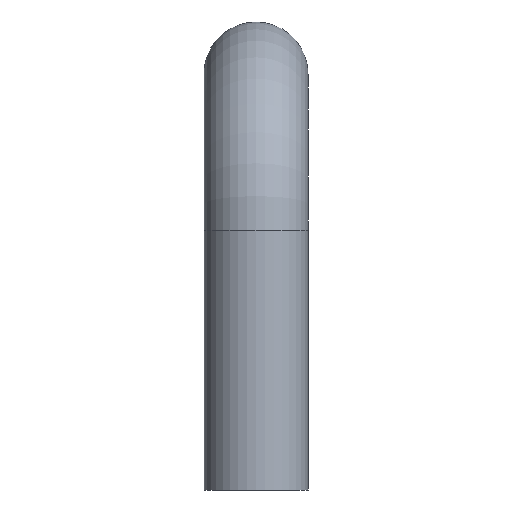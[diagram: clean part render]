
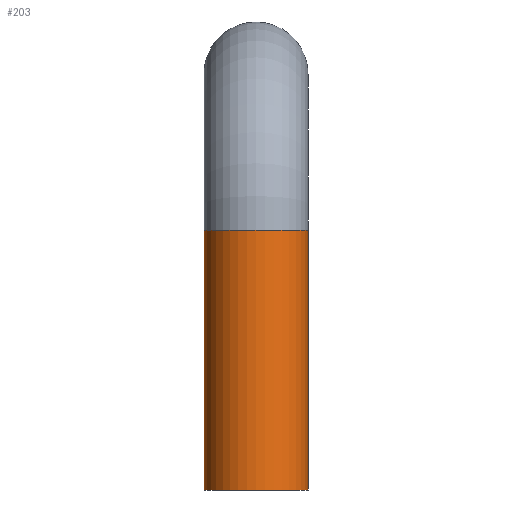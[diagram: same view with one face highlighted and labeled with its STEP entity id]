
A CAD part, left-side view. The second image highlights one B-rep face of the part: STEP entity #203.
In plain terms, the highlighted cylindrical face has radius 9.525 mm (diameter 19.05 mm), a full revolution.
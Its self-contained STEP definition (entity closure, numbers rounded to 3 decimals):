
#172=CARTESIAN_POINT('',(9.525,0.,47.6));
#173=VERTEX_POINT('',#172);
#174=CARTESIAN_POINT('',(0.,0.0,47.6));
#175=DIRECTION('',(0.0,0.0,-1.0));
#176=DIRECTION('',(-1.0,0.0,0.0));
#177=AXIS2_PLACEMENT_3D('',#174,#175,#176);
#178=CIRCLE('',#177,9.525);
#179=EDGE_CURVE('',#173,#173,#178,.T.);
#184=CARTESIAN_POINT('',(0.0,0.0,0.0));
#185=DIRECTION('',(0.,0.0,1.0));
#186=DIRECTION('',(-1.0,0.0,0.0));
#187=AXIS2_PLACEMENT_3D('',#184,#185,#186);
#188=CYLINDRICAL_SURFACE('',#187,9.525);
#189=ORIENTED_EDGE('',*,*,#179,.T.);
#190=EDGE_LOOP('',(#189));
#191=FACE_OUTER_BOUND('',#190,.T.);
#192=CARTESIAN_POINT('',(9.525,0.,0.0));
#193=VERTEX_POINT('',#192);
#194=CARTESIAN_POINT('',(0.0,0.0,0.0));
#195=DIRECTION('',(0.0,0.0,-1.0));
#196=DIRECTION('',(-1.0,0.0,0.0));
#197=AXIS2_PLACEMENT_3D('',#194,#195,#196);
#198=CIRCLE('',#197,9.525);
#199=EDGE_CURVE('',#193,#193,#198,.T.);
#200=ORIENTED_EDGE('',*,*,#199,.F.);
#201=EDGE_LOOP('',(#200));
#202=FACE_BOUND('',#201,.T.);
#203=ADVANCED_FACE('',(#191,#202),#188,.T.);
